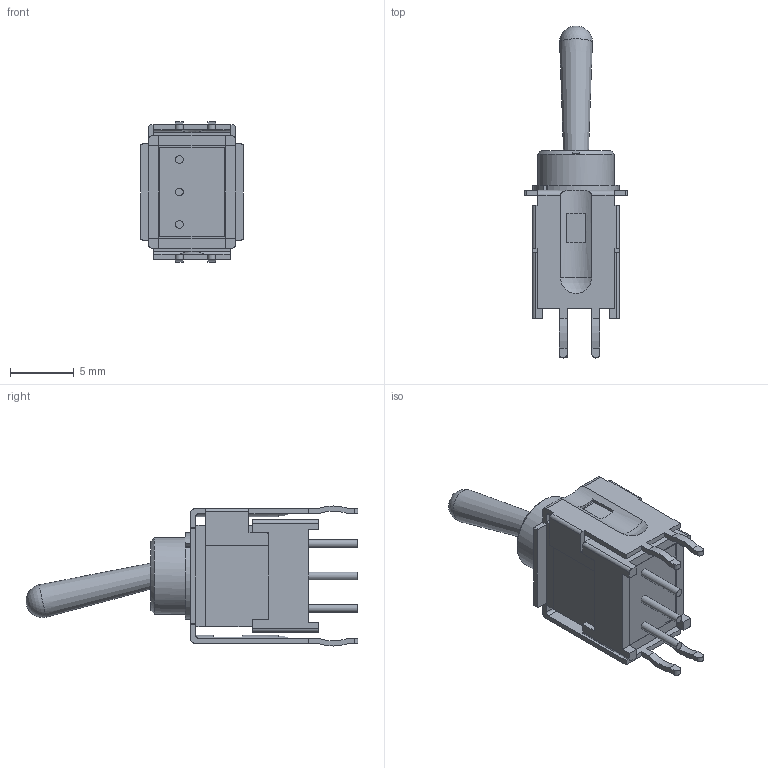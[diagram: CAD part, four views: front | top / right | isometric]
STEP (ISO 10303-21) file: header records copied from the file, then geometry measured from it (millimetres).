
FILE_DESCRIPTION(/* description */ ('STEP AP214'),/* implementation_level */ '2;1');
FILE_NAME(/* name */ 'B13AB',/* time_stamp */ '2024-07-24T07:43:36+02:00',/* author */ ('License CC BY-ND 4.0'),/* organization */ ('CADENAS'),/* preprocessor_version */ 'ST-DEVELOPER v19.3',/* originating_system */ 'PARTsolutions',/* authorisation */ ' ');
FILE_SCHEMA (('AUTOMOTIVE_DESIGN {1 0 10303 214 3 1 1}'));
Length unit declared in the file: inch
Products named in the file (7): B13AB; B13ABbody; B13ABtrmnls; B13ABblack; B13ABbtoggl; B13ABtoggle; B13ABbrac
Assembly tree (6 placements, depth 2):
  B13AB
    B13ABbody
    B13ABtrmnls
    B13ABblack
    B13ABbtoggl
    B13ABtoggle
    B13ABbrac
Bounding box: 8 x 25.99 x 10.97 mm (x, y, z)
Volume: 646.4 mm3; surface area: 1243.4 mm2
Topology: 6 solids, 6 shells, 195 faces, 526 edges, 345 vertices
Faces by surface type: plane 138, cylinder 49, sphere 5, cone 3
Full cylindrical faces by diameter (mm): 0.61 x3, 3.556 x1, 5.994 x1
Entity records: 6216 total; most frequent: CARTESIAN_POINT 1101, ORIENTED_EDGE 1024, DIRECTION 1016, EDGE_CURVE 512, LINE 396, VECTOR 396, VERTEX_POINT 341, AXIS2_PLACEMENT_3D 310
